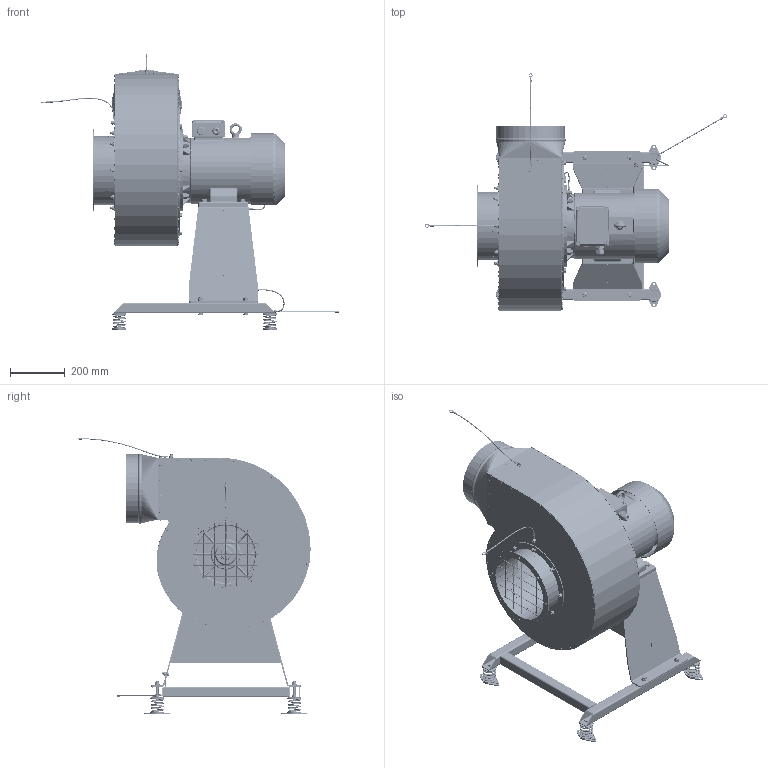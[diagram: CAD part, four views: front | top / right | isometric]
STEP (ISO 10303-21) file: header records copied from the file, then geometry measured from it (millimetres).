
FILE_DESCRIPTION(/* description */ ('888W26 WPA-11-S-N/Ex','CAx-IF Rec.Pracs.---Representation and Presentation of Product Manufacturing Information (PMI)---4.0---2014-10-13'),/* implementation_level */ '2;1');
FILE_NAME(/* name */ '888W26 WPA-11-S-N_Ex.stp',/* time_stamp */ '2022-05-10T09:20:21+02:00',/* author */ ('b.kitowicz'),/* organization */ ('KLIMAWENT S.A.'),/* preprocessor_version */ 'ST-DEVELOPER v18.1',/* originating_system */ 'Autodesk Inventor 2021',/* authorisation */ '');
FILE_SCHEMA (('AP242_MANAGED_MODEL_BASED_3D_ENGINEERING_MIM_LF { 1 0 10303 442 1 1 4 }'));
Products named in the file (1): ~~
Bounding box: 1102.61 x 865.73 x 1008.24 mm (x, y, z)
Volume: 19129788.9 mm3; surface area: 4633268.4 mm2
Topology: 39 solids, 41 shells, 9843 faces, 24591 edges, 15628 vertices
Faces by surface type: plane 4800, cylinder 2589, bspline 1482, torus 625, cone 319, sphere 28
Full cylindrical faces by diameter (mm): 3 x28, 3.2 x7, 3.4 x14, 4 x103, 4.1 x2, 4.2 x86, 4.4 x8, 4.5 x12, 5 x8, 5.3 x8, 5.5 x12, 6 x12, 6.5 x21, 6.65 x3, 7 x12, 7.5 x2, 8 x138, 8.1 x3, 8.4 x6, 8.5 x18, 8.8 x8, 9 x24, 9.5 x8, 10 x12, 10.106 x1, 10.5 x4, 10.9 x8, 11 x8, 11.63 x14, 12 x8
Entity records: 339387 total; most frequent: CARTESIAN_POINT 99132, ORIENTED_EDGE 49154, DIRECTION 46017, EDGE_CURVE 24579, AXIS2_PLACEMENT_3D 16794, VERTEX_POINT 15628, LINE 12429, VECTOR 12429
